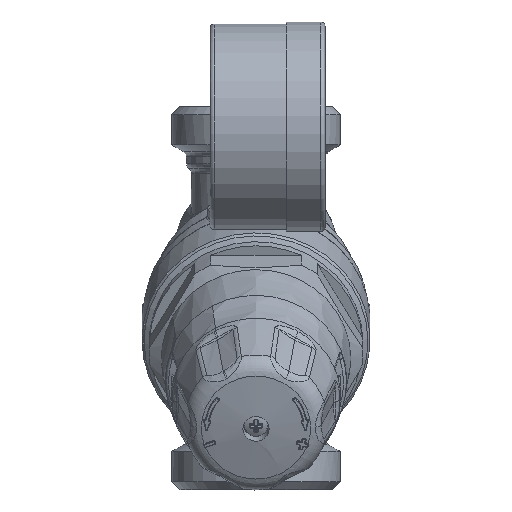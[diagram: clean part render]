
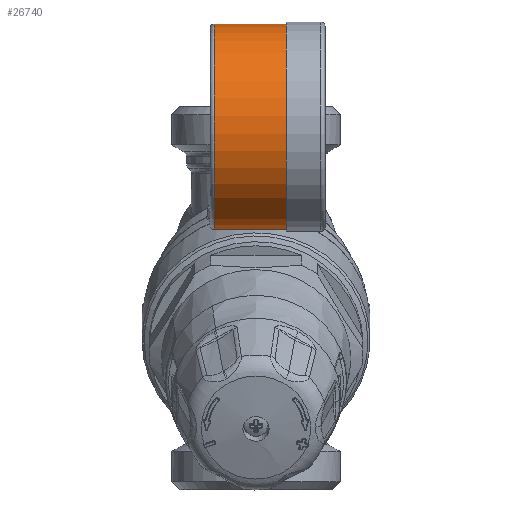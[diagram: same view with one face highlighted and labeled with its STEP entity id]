
A CAD part, top view. The second image highlights one B-rep face of the part: STEP entity #26740.
In plain terms, the highlighted cylindrical face has radius 25.5 mm (diameter 51 mm), a full revolution.
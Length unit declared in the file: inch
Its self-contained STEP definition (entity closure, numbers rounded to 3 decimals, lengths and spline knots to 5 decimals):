
#1173=FACE_BOUND('',#5629,.T.);
#2058=CIRCLE('',#29638,1.00394);
#2059=CIRCLE('',#29640,1.00394);
#2074=CIRCLE('',#29662,1.00394);
#2075=CIRCLE('',#29663,1.00394);
#2076=CIRCLE('',#29664,1.00394);
#2298=CYLINDRICAL_SURFACE('',#29661,1.00394);
#4117=FACE_OUTER_BOUND('',#5628,.T.);
#5628=EDGE_LOOP('',(#23031,#23032,#23033,#23034,#23035));
#5629=EDGE_LOOP('',(#23036,#23037,#23038,#23039));
#7696=LINE('',#73629,#8967);
#7704=LINE('',#73648,#8975);
#7708=LINE('',#73698,#8979);
#8967=VECTOR('',#36667,0.3937);
#8975=VECTOR('',#36685,0.3937);
#8979=VECTOR('',#36733,1.00394);
#11401=VERTEX_POINT('',#73627);
#11402=VERTEX_POINT('',#73628);
#11405=VERTEX_POINT('',#73636);
#11407=VERTEX_POINT('',#73642);
#11421=VERTEX_POINT('',#73693);
#11422=VERTEX_POINT('',#73694);
#11423=VERTEX_POINT('',#73697);
#15270=EDGE_CURVE('',#11401,#11402,#7696,.T.);
#15274=EDGE_CURVE('',#11405,#11401,#2058,.T.);
#15277=EDGE_CURVE('',#11402,#11407,#2059,.T.);
#15280=EDGE_CURVE('',#11407,#11405,#7704,.T.);
#15298=EDGE_CURVE('',#11421,#11422,#2074,.T.);
#15299=EDGE_CURVE('',#11422,#11421,#2075,.T.);
#15300=EDGE_CURVE('',#11422,#11423,#7708,.T.);
#15301=EDGE_CURVE('',#11423,#11423,#2076,.T.);
#23031=ORIENTED_EDGE('',*,*,#15298,.F.);
#23032=ORIENTED_EDGE('',*,*,#15299,.F.);
#23033=ORIENTED_EDGE('',*,*,#15300,.T.);
#23034=ORIENTED_EDGE('',*,*,#15301,.F.);
#23035=ORIENTED_EDGE('',*,*,#15300,.F.);
#23036=ORIENTED_EDGE('',*,*,#15274,.T.);
#23037=ORIENTED_EDGE('',*,*,#15270,.T.);
#23038=ORIENTED_EDGE('',*,*,#15277,.T.);
#23039=ORIENTED_EDGE('',*,*,#15280,.T.);
#26740=ADVANCED_FACE('',(#4117,#1173),#2298,.T.);
#29638=AXIS2_PLACEMENT_3D('',#73637,#36673,#36674);
#29640=AXIS2_PLACEMENT_3D('',#73643,#36679,#36680);
#29661=AXIS2_PLACEMENT_3D('',#73692,#36727,#36728);
#29662=AXIS2_PLACEMENT_3D('',#73695,#36729,#36730);
#29663=AXIS2_PLACEMENT_3D('',#73696,#36731,#36732);
#29664=AXIS2_PLACEMENT_3D('',#73699,#36734,#36735);
#36667=DIRECTION('',(-1.,0.,0.));
#36673=DIRECTION('center_axis',(1.,0.,0.));
#36674=DIRECTION('ref_axis',(0.,-0.961,0.276));
#36679=DIRECTION('center_axis',(-1.,0.,0.));
#36680=DIRECTION('ref_axis',(0.,-0.961,0.276));
#36685=DIRECTION('',(1.,0.,0.));
#36727=DIRECTION('center_axis',(-1.,0.,0.));
#36728=DIRECTION('ref_axis',(0.,-0.961,0.276));
#36729=DIRECTION('center_axis',(-1.,0.,0.));
#36730=DIRECTION('ref_axis',(0.,-0.961,0.276));
#36731=DIRECTION('center_axis',(-1.,0.,0.));
#36732=DIRECTION('ref_axis',(0.,-0.961,0.276));
#36733=DIRECTION('',(1.,0.,0.));
#36734=DIRECTION('center_axis',(1.,0.,0.));
#36735=DIRECTION('ref_axis',(0.,-0.961,0.276));
#73627=CARTESIAN_POINT('',(0.24498,1.3739,2.04713));
#73628=CARTESIAN_POINT('',(-0.24498,1.3739,2.04713));
#73629=CARTESIAN_POINT('',(-0.44875,1.3739,2.04713));
#73636=CARTESIAN_POINT('',(0.24498,0.90294,2.18227));
#73637=CARTESIAN_POINT('Origin',(0.24498,1.40694,3.05053));
#73642=CARTESIAN_POINT('',(-0.24498,0.90294,2.18227));
#73643=CARTESIAN_POINT('Origin',(-0.24498,1.40694,3.05053));
#73648=CARTESIAN_POINT('',(-0.44875,0.90294,2.18227));
#73692=CARTESIAN_POINT('Origin',(-0.44875,1.40694,3.05053));
#73693=CARTESIAN_POINT('',(-0.40938,0.44189,3.32725));
#73694=CARTESIAN_POINT('',(-0.40938,2.37198,2.7738));
#73695=CARTESIAN_POINT('Origin',(-0.40938,1.40694,3.05053));
#73696=CARTESIAN_POINT('Origin',(-0.40938,1.40694,3.05053));
#73697=CARTESIAN_POINT('',(0.29534,2.37198,2.7738));
#73698=CARTESIAN_POINT('',(-0.44875,2.37198,2.7738));
#73699=CARTESIAN_POINT('Origin',(0.29534,1.40694,3.05053));
